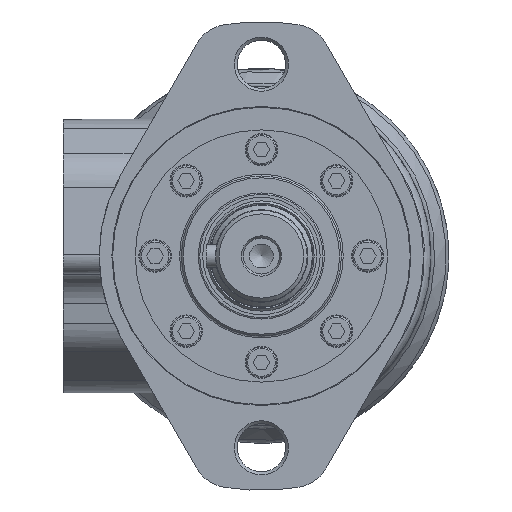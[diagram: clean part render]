
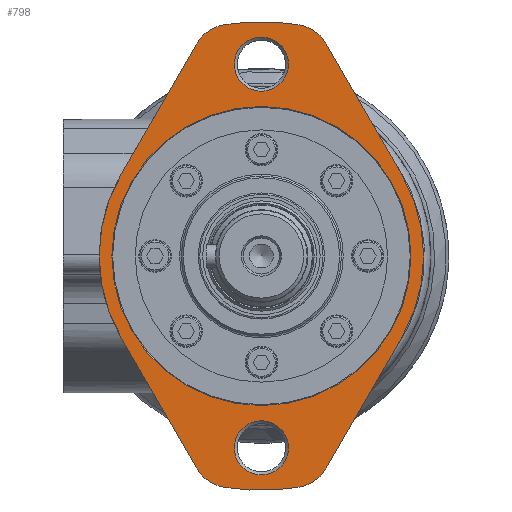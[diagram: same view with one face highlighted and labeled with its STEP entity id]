
A CAD part, left-side view. The second image highlights one B-rep face of the part: STEP entity #798.
In plain terms, the highlighted planar face has unit normal (-1, 0, 0).
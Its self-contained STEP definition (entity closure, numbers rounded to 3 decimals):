
#798 = ADVANCED_FACE( '', ( #1864, #1865, #1866, #1867 ), #1868, .F. );
#1864 = FACE_OUTER_BOUND( '', #3292, .T. );
#1865 = FACE_BOUND( '', #3293, .T. );
#1866 = FACE_BOUND( '', #3294, .T. );
#1867 = FACE_BOUND( '', #3295, .T. );
#1868 = PLANE( '', #3296 );
#3292 = EDGE_LOOP( '', ( #5269, #5270, #5271, #5272, #5273, #5274, #5275, #5276, #5277, #5278, #5279, #5280 ) );
#3293 = EDGE_LOOP( '', ( #5281 ) );
#3294 = EDGE_LOOP( '', ( #5282 ) );
#3295 = EDGE_LOOP( '', ( #5283 ) );
#3296 = AXIS2_PLACEMENT_3D( '', #5284, #5285, #5286 );
#5269 = ORIENTED_EDGE( '', *, *, #8146, .F. );
#5270 = ORIENTED_EDGE( '', *, *, #7721, .F. );
#5271 = ORIENTED_EDGE( '', *, *, #8147, .F. );
#5272 = ORIENTED_EDGE( '', *, *, #8148, .F. );
#5273 = ORIENTED_EDGE( '', *, *, #7988, .F. );
#5274 = ORIENTED_EDGE( '', *, *, #8149, .F. );
#5275 = ORIENTED_EDGE( '', *, *, #8150, .F. );
#5276 = ORIENTED_EDGE( '', *, *, #8151, .F. );
#5277 = ORIENTED_EDGE( '', *, *, #8152, .F. );
#5278 = ORIENTED_EDGE( '', *, *, #8153, .F. );
#5279 = ORIENTED_EDGE( '', *, *, #8154, .F. );
#5280 = ORIENTED_EDGE( '', *, *, #8155, .F. );
#5281 = ORIENTED_EDGE( '', *, *, #8156, .T. );
#5282 = ORIENTED_EDGE( '', *, *, #8157, .T. );
#5283 = ORIENTED_EDGE( '', *, *, #8158, .T. );
#5284 = CARTESIAN_POINT( '', ( 0., 0., 0. ) );
#5285 = DIRECTION( '', ( 1., 0., 0. ) );
#5286 = DIRECTION( '', ( 0., 0., -1. ) );
#7721 = EDGE_CURVE( '', #9057, #9058, #9059, .T. );
#7988 = EDGE_CURVE( '', #9511, #9512, #9513, .T. );
#8146 = EDGE_CURVE( '', #9058, #9752, #9753, .T. );
#8147 = EDGE_CURVE( '', #9754, #9057, #9755, .T. );
#8148 = EDGE_CURVE( '', #9512, #9754, #9756, .T. );
#8149 = EDGE_CURVE( '', #9757, #9511, #9758, .T. );
#8150 = EDGE_CURVE( '', #9759, #9757, #9760, .T. );
#8151 = EDGE_CURVE( '', #9761, #9759, #9762, .T. );
#8152 = EDGE_CURVE( '', #9763, #9761, #9764, .T. );
#8153 = EDGE_CURVE( '', #9765, #9763, #9766, .T. );
#8154 = EDGE_CURVE( '', #9767, #9765, #9768, .T. );
#8155 = EDGE_CURVE( '', #9752, #9767, #9769, .T. );
#8156 = EDGE_CURVE( '', #9770, #9770, #9771, .T. );
#8157 = EDGE_CURVE( '', #9772, #9772, #9773, .T. );
#8158 = EDGE_CURVE( '', #9774, #9774, #9775, .T. );
#9057 = VERTEX_POINT( '', #10979 );
#9058 = VERTEX_POINT( '', #10980 );
#9059 = LINE( '', #10981, #10982 );
#9511 = VERTEX_POINT( '', #11875 );
#9512 = VERTEX_POINT( '', #11876 );
#9513 = CIRCLE( '', #11877, 11.14 );
#9752 = VERTEX_POINT( '', #12312 );
#9753 = CIRCLE( '', #12313, 45. );
#9754 = VERTEX_POINT( '', #12314 );
#9755 = CIRCLE( '', #12315, 11.14 );
#9756 = CIRCLE( '', #12316, 65. );
#9757 = VERTEX_POINT( '', #12317 );
#9758 = LINE( '', #12318, #12319 );
#9759 = VERTEX_POINT( '', #12320 );
#9760 = CIRCLE( '', #12321, 45. );
#9761 = VERTEX_POINT( '', #12322 );
#9762 = LINE( '', #12323, #12324 );
#9763 = VERTEX_POINT( '', #12325 );
#9764 = CIRCLE( '', #12326, 11.14 );
#9765 = VERTEX_POINT( '', #12327 );
#9766 = CIRCLE( '', #12328, 65. );
#9767 = VERTEX_POINT( '', #12329 );
#9768 = CIRCLE( '', #12330, 11.14 );
#9769 = LINE( '', #12331, #12332 );
#9770 = VERTEX_POINT( '', #12333 );
#9771 = CIRCLE( '', #12334, 41.485 );
#9772 = VERTEX_POINT( '', #12335 );
#9773 = CIRCLE( '', #12336, 7.505 );
#9774 = VERTEX_POINT( '', #12337 );
#9775 = CIRCLE( '', #12338, 7.505 );
#10979 = CARTESIAN_POINT( '', ( 0., 18.028, -58.774 ) );
#10980 = CARTESIAN_POINT( '', ( 0., 38.971, -22.5 ) );
#10981 = CARTESIAN_POINT( '', ( 0., 18.028, -58.774 ) );
#10982 = VECTOR( '', #14345, 1000. );
#11875 = CARTESIAN_POINT( '', ( 0., -18.028, -58.774 ) );
#11876 = CARTESIAN_POINT( '', ( 0., -10.114, -64.208 ) );
#11877 = AXIS2_PLACEMENT_3D( '', #14706, #14707, #14708 );
#12312 = CARTESIAN_POINT( '', ( 0., 38.971, 22.5 ) );
#12313 = AXIS2_PLACEMENT_3D( '', #14885, #14886, #14887 );
#12314 = CARTESIAN_POINT( '', ( 0., 10.114, -64.208 ) );
#12315 = AXIS2_PLACEMENT_3D( '', #14888, #14889, #14890 );
#12316 = AXIS2_PLACEMENT_3D( '', #14891, #14892, #14893 );
#12317 = CARTESIAN_POINT( '', ( 0., -38.971, -22.5 ) );
#12318 = CARTESIAN_POINT( '', ( 0., -38.971, -22.5 ) );
#12319 = VECTOR( '', #14894, 1000. );
#12320 = CARTESIAN_POINT( '', ( 0., -38.971, 22.5 ) );
#12321 = AXIS2_PLACEMENT_3D( '', #14895, #14896, #14897 );
#12322 = CARTESIAN_POINT( '', ( 0., -18.028, 58.774 ) );
#12323 = CARTESIAN_POINT( '', ( 0., -18.028, 58.774 ) );
#12324 = VECTOR( '', #14898, 1000. );
#12325 = CARTESIAN_POINT( '', ( 0., -10.114, 64.208 ) );
#12326 = AXIS2_PLACEMENT_3D( '', #14899, #14900, #14901 );
#12327 = CARTESIAN_POINT( '', ( 0., 10.114, 64.208 ) );
#12328 = AXIS2_PLACEMENT_3D( '', #14902, #14903, #14904 );
#12329 = CARTESIAN_POINT( '', ( 0., 18.028, 58.774 ) );
#12330 = AXIS2_PLACEMENT_3D( '', #14905, #14906, #14907 );
#12331 = CARTESIAN_POINT( '', ( 0., 38.971, 22.5 ) );
#12332 = VECTOR( '', #14908, 1000. );
#12333 = CARTESIAN_POINT( '', ( 0., 0., -41.485 ) );
#12334 = AXIS2_PLACEMENT_3D( '', #14909, #14910, #14911 );
#12335 = CARTESIAN_POINT( '', ( 0., 0., 45.695 ) );
#12336 = AXIS2_PLACEMENT_3D( '', #14912, #14913, #14914 );
#12337 = CARTESIAN_POINT( '', ( 0., 0., -60.705 ) );
#12338 = AXIS2_PLACEMENT_3D( '', #14915, #14916, #14917 );
#14345 = DIRECTION( '', ( 0., 0.5, 0.866 ) );
#14706 = CARTESIAN_POINT( '', ( 0., -8.381, -53.204 ) );
#14707 = DIRECTION( '', ( 1., 0., 0. ) );
#14708 = DIRECTION( '', ( 0., 0., -1. ) );
#14885 = CARTESIAN_POINT( '', ( 0., 0., 0. ) );
#14886 = DIRECTION( '', ( 1., 0., 0. ) );
#14887 = DIRECTION( '', ( 0., 0., -1. ) );
#14888 = CARTESIAN_POINT( '', ( 0., 8.381, -53.204 ) );
#14889 = DIRECTION( '', ( 1., 0., 0. ) );
#14890 = DIRECTION( '', ( 0., 0., -1. ) );
#14891 = CARTESIAN_POINT( '', ( 0., 0., 0. ) );
#14892 = DIRECTION( '', ( 1., 0., 0. ) );
#14893 = DIRECTION( '', ( 0., 0., -1. ) );
#14894 = DIRECTION( '', ( 0., 0.5, -0.866 ) );
#14895 = CARTESIAN_POINT( '', ( 0., 0., 0. ) );
#14896 = DIRECTION( '', ( 1., 0., 0. ) );
#14897 = DIRECTION( '', ( 0., 0., -1. ) );
#14898 = DIRECTION( '', ( 0., -0.5, -0.866 ) );
#14899 = CARTESIAN_POINT( '', ( 0., -8.381, 53.204 ) );
#14900 = DIRECTION( '', ( 1., 0., 0. ) );
#14901 = DIRECTION( '', ( 0., 0., -1. ) );
#14902 = CARTESIAN_POINT( '', ( 0., 0., 0. ) );
#14903 = DIRECTION( '', ( 1., 0., 0. ) );
#14904 = DIRECTION( '', ( 0., 0., -1. ) );
#14905 = CARTESIAN_POINT( '', ( 0., 8.381, 53.204 ) );
#14906 = DIRECTION( '', ( 1., 0., 0. ) );
#14907 = DIRECTION( '', ( 0., 0., -1. ) );
#14908 = DIRECTION( '', ( 0., -0.5, 0.866 ) );
#14909 = CARTESIAN_POINT( '', ( 0., 0., 0. ) );
#14910 = DIRECTION( '', ( 1., 0., 0. ) );
#14911 = DIRECTION( '', ( 0., 0., -1. ) );
#14912 = CARTESIAN_POINT( '', ( 0., 0., 53.2 ) );
#14913 = DIRECTION( '', ( 1., 0., 0. ) );
#14914 = DIRECTION( '', ( 0., 0., -1. ) );
#14915 = CARTESIAN_POINT( '', ( 0., 0., -53.2 ) );
#14916 = DIRECTION( '', ( 1., 0., 0. ) );
#14917 = DIRECTION( '', ( 0., 0., -1. ) );
